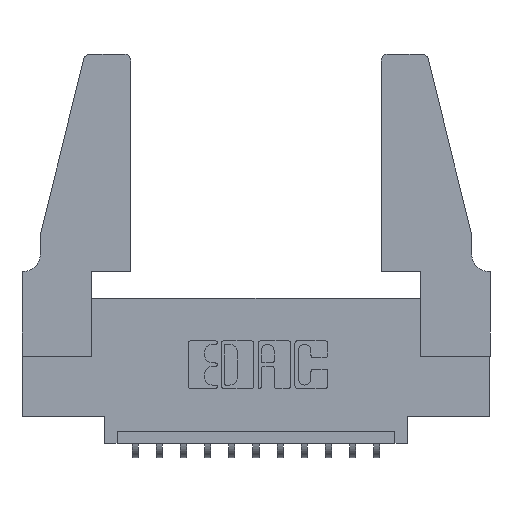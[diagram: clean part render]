
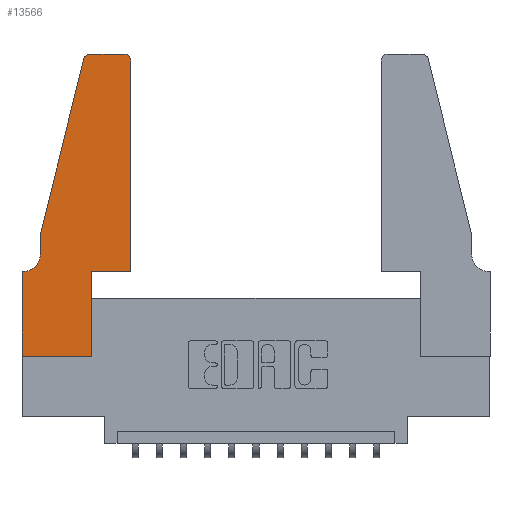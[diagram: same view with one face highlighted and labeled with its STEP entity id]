
A CAD part, top view. The second image highlights one B-rep face of the part: STEP entity #13566.
In plain terms, the highlighted planar face has unit normal (0, 0, 1).
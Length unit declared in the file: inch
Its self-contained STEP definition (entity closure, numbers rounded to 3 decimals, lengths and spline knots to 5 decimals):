
#114 = CARTESIAN_POINT ( 'NONE',  ( 0.4505, 0.35, 0.37 ) ) ;
#152 = LINE ( 'NONE', #2898, #11808 ) ;
#310 = LINE ( 'NONE', #11643, #2969 ) ;
#330 = VERTEX_POINT ( 'NONE', #2867 ) ;
#353 = VERTEX_POINT ( 'NONE', #12019 ) ;
#380 = CARTESIAN_POINT ( 'NONE',  ( 0.25487, 1.22718, 0.37 ) ) ;
#605 = DIRECTION ( 'NONE',  ( 1., 0., 0. ) ) ;
#745 = ORIENTED_EDGE ( 'NONE', *, *, #10585, .T. ) ;
#790 = VERTEX_POINT ( 'NONE', #10158 ) ;
#846 = VERTEX_POINT ( 'NONE', #9195 ) ;
#961 = LINE ( 'NONE', #2511, #9740 ) ;
#1163 = LINE ( 'NONE', #9902, #6175 ) ;
#1222 = LINE ( 'NONE', #1293, #2290 ) ;
#1293 = CARTESIAN_POINT ( 'NONE',  ( 0.4505, 0.35, 0.37 ) ) ;
#1498 = EDGE_CURVE ( 'NONE', #10845, #3164, #10403, .T. ) ;
#1579 = EDGE_CURVE ( 'NONE', #3351, #330, #3778, .T. ) ;
#1628 = DIRECTION ( 'NONE',  ( 1., 0., 0. ) ) ;
#2290 = VECTOR ( 'NONE', #12933, 39.37008 ) ;
#2391 = CARTESIAN_POINT ( 'NONE',  ( 0.2865, 0., 0.37 ) ) ;
#2511 = CARTESIAN_POINT ( 'NONE',  ( 0., 0., 0.37 ) ) ;
#2587 = CIRCLE ( 'NONE', #8954, 0.03 ) ;
#2770 = ORIENTED_EDGE ( 'NONE', *, *, #6707, .T. ) ;
#2867 = CARTESIAN_POINT ( 'NONE',  ( 0., 0.35, 0.37 ) ) ;
#2898 = CARTESIAN_POINT ( 'NONE',  ( 0.0755, 0.5, 0.37 ) ) ;
#2917 = ORIENTED_EDGE ( 'NONE', *, *, #3442, .T. ) ;
#2968 = LINE ( 'NONE', #10079, #9789 ) ;
#2969 = VECTOR ( 'NONE', #12060, 39.37008 ) ;
#3059 = ORIENTED_EDGE ( 'NONE', *, *, #6552, .T. ) ;
#3063 = CARTESIAN_POINT ( 'NONE',  ( 0.0055, 0.35, 0.37 ) ) ;
#3153 = EDGE_LOOP ( 'NONE', ( #3853, #2917, #745, #3059, #6231, #12422, #10004, #5903, #5841, #13513, #3998, #2770 ) ) ;
#3164 = VERTEX_POINT ( 'NONE', #9502 ) ;
#3351 = VERTEX_POINT ( 'NONE', #3063 ) ;
#3442 = EDGE_CURVE ( 'NONE', #5053, #14449, #14501, .T. ) ;
#3731 = CARTESIAN_POINT ( 'NONE',  ( 0.4205, 1.25, 0.37 ) ) ;
#3778 = LINE ( 'NONE', #10921, #4495 ) ;
#3853 = ORIENTED_EDGE ( 'NONE', *, *, #5868, .T. ) ;
#3998 = ORIENTED_EDGE ( 'NONE', *, *, #1498, .T. ) ;
#4086 = DIRECTION ( 'NONE',  ( 0., 0., 1. ) ) ;
#4431 = VERTEX_POINT ( 'NONE', #3731 ) ;
#4495 = VECTOR ( 'NONE', #8732, 39.37008 ) ;
#4826 = EDGE_CURVE ( 'NONE', #790, #10845, #1222, .T. ) ;
#5053 = VERTEX_POINT ( 'NONE', #14239 ) ;
#5072 = CARTESIAN_POINT ( 'NONE',  ( 0.0055, 0.42, 0.37 ) ) ;
#5167 = DIRECTION ( 'NONE',  ( -1., 0., 0. ) ) ;
#5348 = AXIS2_PLACEMENT_3D ( 'NONE', #14349, #4086, #605 ) ;
#5602 = FACE_OUTER_BOUND ( 'NONE', #3153, .T. ) ;
#5841 = ORIENTED_EDGE ( 'NONE', *, *, #11530, .T. ) ;
#5868 = EDGE_CURVE ( 'NONE', #4431, #5053, #2968, .T. ) ;
#5903 = ORIENTED_EDGE ( 'NONE', *, *, #13683, .T. ) ;
#6175 = VECTOR ( 'NONE', #8715, 39.37008 ) ;
#6179 = CARTESIAN_POINT ( 'NONE',  ( 0.4505, 0.35, 0.37 ) ) ;
#6231 = ORIENTED_EDGE ( 'NONE', *, *, #12096, .T. ) ;
#6283 = PLANE ( 'NONE',  #7976 ) ;
#6552 = EDGE_CURVE ( 'NONE', #846, #9915, #1163, .T. ) ;
#6707 = EDGE_CURVE ( 'NONE', #3164, #4431, #2587, .T. ) ;
#7438 = DIRECTION ( 'NONE',  ( 1., 0., 0. ) ) ;
#7468 = CARTESIAN_POINT ( 'NONE',  ( 0., 0., 0.37 ) ) ;
#7976 = AXIS2_PLACEMENT_3D ( 'NONE', #12221, #8593, #7438 ) ;
#8536 = DIRECTION ( 'NONE',  ( 0., 0., -1. ) ) ;
#8593 = DIRECTION ( 'NONE',  ( 0., 0., 1. ) ) ;
#8619 = DIRECTION ( 'NONE',  ( -0.239, -0.971, 0. ) ) ;
#8626 = DIRECTION ( 'NONE',  ( 0., -1., 0. ) ) ;
#8697 = CIRCLE ( 'NONE', #12750, 0.07 ) ;
#8715 = DIRECTION ( 'NONE',  ( 0., -1., 0. ) ) ;
#8732 = DIRECTION ( 'NONE',  ( -1., 0., 0. ) ) ;
#8954 = AXIS2_PLACEMENT_3D ( 'NONE', #10987, #12181, #1628 ) ;
#9195 = CARTESIAN_POINT ( 'NONE',  ( 0.0755, 0.5, 0.37 ) ) ;
#9502 = CARTESIAN_POINT ( 'NONE',  ( 0.4505, 1.22, 0.37 ) ) ;
#9740 = VECTOR ( 'NONE', #14123, 39.37008 ) ;
#9789 = VECTOR ( 'NONE', #13818, 39.37008 ) ;
#9902 = CARTESIAN_POINT ( 'NONE',  ( 0.0755, 0.5, 0.37 ) ) ;
#9915 = VERTEX_POINT ( 'NONE', #10553 ) ;
#10004 = ORIENTED_EDGE ( 'NONE', *, *, #11826, .T. ) ;
#10079 = CARTESIAN_POINT ( 'NONE',  ( 0.2605, 1.25, 0.37 ) ) ;
#10158 = CARTESIAN_POINT ( 'NONE',  ( 0.2865, 0.35, 0.37 ) ) ;
#10403 = LINE ( 'NONE', #6179, #13123 ) ;
#10553 = CARTESIAN_POINT ( 'NONE',  ( 0.0755, 0.42, 0.37 ) ) ;
#10585 = EDGE_CURVE ( 'NONE', #14449, #846, #152, .T. ) ;
#10845 = VERTEX_POINT ( 'NONE', #114 ) ;
#10921 = CARTESIAN_POINT ( 'NONE',  ( 0.0755, 0.35, 0.37 ) ) ;
#10987 = CARTESIAN_POINT ( 'NONE',  ( 0.4205, 1.22, 0.37 ) ) ;
#11138 = VERTEX_POINT ( 'NONE', #2391 ) ;
#11530 = EDGE_CURVE ( 'NONE', #11138, #790, #310, .T. ) ;
#11643 = CARTESIAN_POINT ( 'NONE',  ( 0.2865, 0.35, 0.37 ) ) ;
#11808 = VECTOR ( 'NONE', #8619, 39.37008 ) ;
#11826 = EDGE_CURVE ( 'NONE', #330, #353, #13025, .T. ) ;
#12019 = CARTESIAN_POINT ( 'NONE',  ( 0., 0., 0.37 ) ) ;
#12060 = DIRECTION ( 'NONE',  ( 0., 1., 0. ) ) ;
#12096 = EDGE_CURVE ( 'NONE', #9915, #3351, #8697, .T. ) ;
#12181 = DIRECTION ( 'NONE',  ( 0., 0., 1. ) ) ;
#12210 = DIRECTION ( 'NONE',  ( 0., 1., 0. ) ) ;
#12221 = CARTESIAN_POINT ( 'NONE',  ( 0., 0.35, 0.37 ) ) ;
#12422 = ORIENTED_EDGE ( 'NONE', *, *, #1579, .T. ) ;
#12750 = AXIS2_PLACEMENT_3D ( 'NONE', #5072, #8536, #5167 ) ;
#12933 = DIRECTION ( 'NONE',  ( 1., 0., 0. ) ) ;
#13025 = LINE ( 'NONE', #7468, #14114 ) ;
#13123 = VECTOR ( 'NONE', #12210, 39.37008 ) ;
#13513 = ORIENTED_EDGE ( 'NONE', *, *, #4826, .T. ) ;
#13566 = ADVANCED_FACE ( 'NONE', ( #5602 ), #6283, .T. ) ;
#13683 = EDGE_CURVE ( 'NONE', #353, #11138, #961, .T. ) ;
#13818 = DIRECTION ( 'NONE',  ( -1., 0., 0. ) ) ;
#14114 = VECTOR ( 'NONE', #8626, 39.37008 ) ;
#14123 = DIRECTION ( 'NONE',  ( 1., 0., 0. ) ) ;
#14239 = CARTESIAN_POINT ( 'NONE',  ( 0.284, 1.25, 0.37 ) ) ;
#14349 = CARTESIAN_POINT ( 'NONE',  ( 0.284, 1.22, 0.37 ) ) ;
#14449 = VERTEX_POINT ( 'NONE', #380 ) ;
#14501 = CIRCLE ( 'NONE', #5348, 0.03 ) ;
